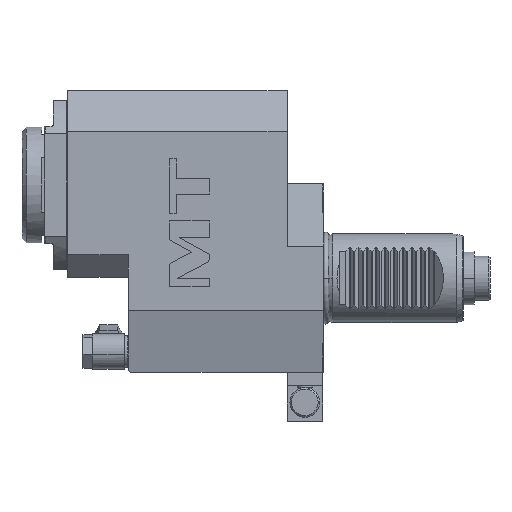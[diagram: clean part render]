
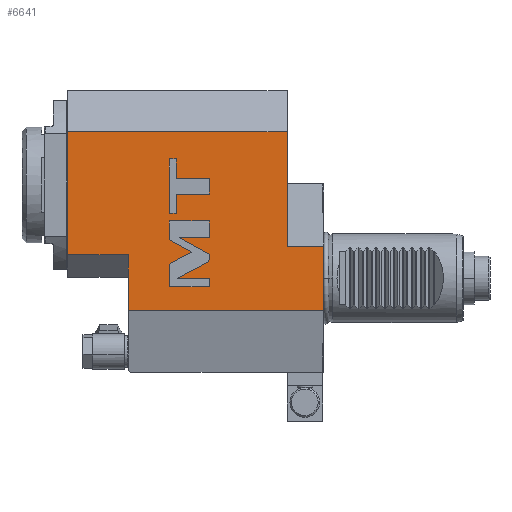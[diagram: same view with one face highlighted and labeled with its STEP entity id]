
A CAD part, front view. The second image highlights one B-rep face of the part: STEP entity #6641.
In plain terms, the highlighted planar face has unit normal (0, -1, 0).
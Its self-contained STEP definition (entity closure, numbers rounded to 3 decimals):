
#5=DIRECTION('',(0.,0.,-1.));
#6=VECTOR('',#5,29.);
#7=CARTESIAN_POINT('',(0.,-38.,14.5));
#8=LINE('',#7,#6);
#75=DIRECTION('',(1.,0.,0.));
#76=VECTOR('',#75,88.);
#77=CARTESIAN_POINT('',(-88.,-38.,-14.5));
#78=LINE('',#77,#76);
#343=DIRECTION('',(-1.,0.,0.));
#344=VECTOR('',#343,99.);
#345=CARTESIAN_POINT('',(-16.5,-38.,66.));
#346=LINE('',#345,#344);
#351=DIRECTION('',(1.,0.,0.));
#352=VECTOR('',#351,27.5);
#353=CARTESIAN_POINT('',(-115.5,-38.,10.5));
#354=LINE('',#353,#352);
#355=DIRECTION('',(1.,0.,0.));
#356=VECTOR('',#355,16.5);
#357=CARTESIAN_POINT('',(-16.5,-38.,14.5));
#358=LINE('',#357,#356);
#359=CARTESIAN_POINT('',(-68.328,-38.,7.206));
#360=CARTESIAN_POINT('',(-69.051,-38.,6.832));
#361=CARTESIAN_POINT('',(-69.5,-38.,6.095));
#362=CARTESIAN_POINT('',(-69.5,-38.,5.281));
#364=DIRECTION('',(0.,0.,-1.));
#365=VECTOR('',#364,9.049);
#366=CARTESIAN_POINT('',(-69.5,-38.,5.281));
#367=LINE('',#366,#365);
#368=DIRECTION('',(1.,0.,0.));
#369=VECTOR('',#368,18.);
#370=CARTESIAN_POINT('',(-69.5,-38.,-3.768));
#371=LINE('',#370,#369);
#372=DIRECTION('',(0.,0.,1.));
#373=VECTOR('',#372,3.744);
#374=CARTESIAN_POINT('',(-51.5,-38.,-3.768));
#375=LINE('',#374,#373);
#376=DIRECTION('',(-1.,0.,0.));
#377=VECTOR('',#376,14.582);
#378=CARTESIAN_POINT('',(-51.5,-38.,-0.024));
#379=LINE('',#378,#377);
#380=DIRECTION('',(0.888,0.,0.459));
#381=VECTOR('',#380,15.097);
#382=CARTESIAN_POINT('',(-66.082,-38.,-0.024));
#383=LINE('',#382,#381);
#384=CARTESIAN_POINT('',(-52.672,-38.,6.91));
#385=CARTESIAN_POINT('',(-51.948,-38.,7.284));
#386=CARTESIAN_POINT('',(-51.5,-38.,8.023));
#387=CARTESIAN_POINT('',(-51.5,-38.,8.838));
#389=DIRECTION('',(0.,0.,1.));
#390=VECTOR('',#389,1.877);
#391=CARTESIAN_POINT('',(-51.5,-38.,8.838));
#392=LINE('',#391,#390);
#393=DIRECTION('',(-0.877,0.,0.481));
#394=VECTOR('',#393,15.618);
#395=CARTESIAN_POINT('',(-51.5,-38.,10.715));
#396=LINE('',#395,#394);
#397=DIRECTION('',(1.,0.,0.));
#398=VECTOR('',#397,13.691);
#399=CARTESIAN_POINT('',(-65.191,-38.,18.23));
#400=LINE('',#399,#398);
#401=DIRECTION('',(0.,0.,1.));
#402=VECTOR('',#401,7.574);
#403=CARTESIAN_POINT('',(-51.5,-38.,18.23));
#404=LINE('',#403,#402);
#405=DIRECTION('',(-1.,0.,0.));
#406=VECTOR('',#405,18.);
#407=CARTESIAN_POINT('',(-51.5,-38.,25.804));
#408=LINE('',#407,#406);
#409=DIRECTION('',(0.,0.,-1.));
#410=VECTOR('',#409,8.539);
#411=CARTESIAN_POINT('',(-69.5,-38.,25.804));
#412=LINE('',#411,#410);
#413=DIRECTION('',(0.877,0.,-0.481));
#414=VECTOR('',#413,11.413);
#415=CARTESIAN_POINT('',(-69.5,-38.,17.265));
#416=LINE('',#415,#414);
#417=DIRECTION('',(-0.888,0.,-0.459));
#418=VECTOR('',#417,9.943);
#419=CARTESIAN_POINT('',(-59.495,-38.,11.773));
#420=LINE('',#419,#418);
#421=DIRECTION('',(1.,0.,0.));
#422=VECTOR('',#421,14.935);
#423=CARTESIAN_POINT('',(-66.435,-38.,37.909));
#424=LINE('',#423,#422);
#425=DIRECTION('',(0.,0.,1.));
#426=VECTOR('',#425,7.131);
#427=CARTESIAN_POINT('',(-51.5,-38.,37.909));
#428=LINE('',#427,#426);
#429=DIRECTION('',(-1.,0.,0.));
#430=VECTOR('',#429,14.935);
#431=CARTESIAN_POINT('',(-51.5,-38.,45.04));
#432=LINE('',#431,#430);
#433=DIRECTION('',(0.,0.,1.));
#434=VECTOR('',#433,8.726);
#435=CARTESIAN_POINT('',(-66.435,-38.,45.04));
#436=LINE('',#435,#434);
#437=DIRECTION('',(-1.,0.,0.));
#438=VECTOR('',#437,3.065);
#439=CARTESIAN_POINT('',(-66.435,-38.,53.766));
#440=LINE('',#439,#438);
#441=DIRECTION('',(0.,0.,-1.));
#442=VECTOR('',#441,24.583);
#443=CARTESIAN_POINT('',(-69.5,-38.,53.766));
#444=LINE('',#443,#442);
#445=DIRECTION('',(1.,0.,0.));
#446=VECTOR('',#445,3.065);
#447=CARTESIAN_POINT('',(-69.5,-38.,29.183));
#448=LINE('',#447,#446);
#449=DIRECTION('',(0.,0.,1.));
#450=VECTOR('',#449,8.726);
#451=CARTESIAN_POINT('',(-66.435,-38.,29.183));
#452=LINE('',#451,#450);
#465=DIRECTION('',(0.,0.,-1.));
#466=VECTOR('',#465,25.);
#467=CARTESIAN_POINT('',(-88.,-38.,10.5));
#468=LINE('',#467,#466);
#511=DIRECTION('',(0.,0.,-1.));
#512=VECTOR('',#511,55.5);
#513=CARTESIAN_POINT('',(-115.5,-38.,66.));
#514=LINE('',#513,#512);
#2273=DIRECTION('',(0.,0.,1.));
#2274=VECTOR('',#2273,51.5);
#2275=CARTESIAN_POINT('',(-16.5,-38.,14.5));
#2276=LINE('',#2275,#2274);
#5225=CARTESIAN_POINT('',(0.,-38.,-14.5));
#5227=VERTEX_POINT('',#5225);
#5234=CARTESIAN_POINT('',(0.,-38.,14.5));
#5236=VERTEX_POINT('',#5234);
#5472=CARTESIAN_POINT('',(-16.5,-38.,66.));
#5474=VERTEX_POINT('',#5472);
#5479=CARTESIAN_POINT('',(-16.5,-38.,14.5));
#5480=VERTEX_POINT('',#5479);
#5495=CARTESIAN_POINT('',(-115.5,-38.,66.));
#5496=VERTEX_POINT('',#5495);
#5503=CARTESIAN_POINT('',(-115.5,-38.,10.5));
#5504=VERTEX_POINT('',#5503);
#5505=CARTESIAN_POINT('',(-88.,-38.,10.5));
#5506=VERTEX_POINT('',#5505);
#5515=CARTESIAN_POINT('',(-88.,-38.,-14.5));
#5516=VERTEX_POINT('',#5515);
#6176=CARTESIAN_POINT('',(-68.328,-38.,7.206));
#6177=VERTEX_POINT('',#6176);
#6178=CARTESIAN_POINT('',(-69.5,-38.,5.281));
#6179=VERTEX_POINT('',#6178);
#6180=CARTESIAN_POINT('',(-69.5,-38.,-3.768));
#6181=VERTEX_POINT('',#6180);
#6182=CARTESIAN_POINT('',(-51.5,-38.,-3.768));
#6183=VERTEX_POINT('',#6182);
#6184=CARTESIAN_POINT('',(-51.5,-38.,-0.024));
#6185=VERTEX_POINT('',#6184);
#6186=CARTESIAN_POINT('',(-66.082,-38.,-0.024));
#6187=VERTEX_POINT('',#6186);
#6188=CARTESIAN_POINT('',(-52.672,-38.,6.91));
#6189=VERTEX_POINT('',#6188);
#6190=CARTESIAN_POINT('',(-51.5,-38.,8.838));
#6191=VERTEX_POINT('',#6190);
#6192=CARTESIAN_POINT('',(-51.5,-38.,10.715));
#6193=VERTEX_POINT('',#6192);
#6194=CARTESIAN_POINT('',(-65.191,-38.,18.23));
#6195=VERTEX_POINT('',#6194);
#6196=CARTESIAN_POINT('',(-51.5,-38.,18.23));
#6197=VERTEX_POINT('',#6196);
#6198=CARTESIAN_POINT('',(-51.5,-38.,25.804));
#6199=VERTEX_POINT('',#6198);
#6200=CARTESIAN_POINT('',(-69.5,-38.,25.804));
#6201=VERTEX_POINT('',#6200);
#6202=CARTESIAN_POINT('',(-69.5,-38.,17.265));
#6203=VERTEX_POINT('',#6202);
#6204=CARTESIAN_POINT('',(-59.495,-38.,11.773));
#6205=VERTEX_POINT('',#6204);
#6206=CARTESIAN_POINT('',(-66.435,-38.,37.909));
#6207=VERTEX_POINT('',#6206);
#6208=CARTESIAN_POINT('',(-51.5,-38.,37.909));
#6209=VERTEX_POINT('',#6208);
#6210=CARTESIAN_POINT('',(-51.5,-38.,45.04));
#6211=VERTEX_POINT('',#6210);
#6212=CARTESIAN_POINT('',(-66.435,-38.,45.04));
#6213=VERTEX_POINT('',#6212);
#6214=CARTESIAN_POINT('',(-66.435,-38.,53.766));
#6215=VERTEX_POINT('',#6214);
#6216=CARTESIAN_POINT('',(-69.5,-38.,53.766));
#6217=VERTEX_POINT('',#6216);
#6218=CARTESIAN_POINT('',(-69.5,-38.,29.183));
#6219=VERTEX_POINT('',#6218);
#6220=CARTESIAN_POINT('',(-66.435,-38.,29.183));
#6221=VERTEX_POINT('',#6220);
#6571=CARTESIAN_POINT('',(-20.5,-38.,42.5));
#6572=DIRECTION('',(0.,-1.,0.));
#6573=DIRECTION('',(0.,0.,-1.));
#6574=AXIS2_PLACEMENT_3D('',#6571,#6572,#6573);
#6575=PLANE('',#6574);
#6576=ORIENTED_EDGE('',*,*,#6283,.F.);
#6578=ORIENTED_EDGE('',*,*,#6577,.F.);
#6580=ORIENTED_EDGE('',*,*,#6579,.F.);
#6582=ORIENTED_EDGE('',*,*,#6581,.F.);
#6583=ORIENTED_EDGE('',*,*,#6561,.F.);
#6585=ORIENTED_EDGE('',*,*,#6584,.F.);
#6587=ORIENTED_EDGE('',*,*,#6586,.T.);
#6588=ORIENTED_EDGE('',*,*,#6229,.T.);
#6589=EDGE_LOOP('',(#6576,#6578,#6580,#6582,#6583,#6585,#6587,#6588));
#6590=FACE_OUTER_BOUND('',#6589,.F.);
#6592=ORIENTED_EDGE('',*,*,#6591,.T.);
#6594=ORIENTED_EDGE('',*,*,#6593,.T.);
#6596=ORIENTED_EDGE('',*,*,#6595,.T.);
#6598=ORIENTED_EDGE('',*,*,#6597,.T.);
#6600=ORIENTED_EDGE('',*,*,#6599,.T.);
#6602=ORIENTED_EDGE('',*,*,#6601,.T.);
#6604=ORIENTED_EDGE('',*,*,#6603,.T.);
#6606=ORIENTED_EDGE('',*,*,#6605,.T.);
#6608=ORIENTED_EDGE('',*,*,#6607,.T.);
#6610=ORIENTED_EDGE('',*,*,#6609,.T.);
#6612=ORIENTED_EDGE('',*,*,#6611,.T.);
#6614=ORIENTED_EDGE('',*,*,#6613,.T.);
#6616=ORIENTED_EDGE('',*,*,#6615,.T.);
#6618=ORIENTED_EDGE('',*,*,#6617,.T.);
#6620=ORIENTED_EDGE('',*,*,#6619,.T.);
#6621=EDGE_LOOP('',(#6592,#6594,#6596,#6598,#6600,#6602,#6604,#6606,#6608,#6610,
#6612,#6614,#6616,#6618,#6620));
#6622=FACE_BOUND('',#6621,.F.);
#6624=ORIENTED_EDGE('',*,*,#6623,.T.);
#6626=ORIENTED_EDGE('',*,*,#6625,.T.);
#6628=ORIENTED_EDGE('',*,*,#6627,.T.);
#6630=ORIENTED_EDGE('',*,*,#6629,.T.);
#6632=ORIENTED_EDGE('',*,*,#6631,.T.);
#6634=ORIENTED_EDGE('',*,*,#6633,.T.);
#6636=ORIENTED_EDGE('',*,*,#6635,.T.);
#6638=ORIENTED_EDGE('',*,*,#6637,.T.);
#6639=EDGE_LOOP('',(#6624,#6626,#6628,#6630,#6632,#6634,#6636,#6638));
#6640=FACE_BOUND('',#6639,.F.);
#6641=ADVANCED_FACE('',(#6590,#6622,#6640),#6575,.T.);
#363=B_SPLINE_CURVE_WITH_KNOTS('',3,(#359,#360,#361,#362),.UNSPECIFIED.,.F.,.F.,
(4,4),(0.,1.),.UNSPECIFIED.);
#388=B_SPLINE_CURVE_WITH_KNOTS('',3,(#384,#385,#386,#387),.UNSPECIFIED.,.F.,.F.,
(4,4),(0.,1.),.UNSPECIFIED.);
#6229=EDGE_CURVE('',#5236,#5227,#8,.T.);
#6283=EDGE_CURVE('',#5516,#5227,#78,.T.);
#6561=EDGE_CURVE('',#5474,#5496,#346,.T.);
#6577=EDGE_CURVE('',#5506,#5516,#468,.T.);
#6579=EDGE_CURVE('',#5504,#5506,#354,.T.);
#6581=EDGE_CURVE('',#5496,#5504,#514,.T.);
#6584=EDGE_CURVE('',#5480,#5474,#2276,.T.);
#6586=EDGE_CURVE('',#5480,#5236,#358,.T.);
#6591=EDGE_CURVE('',#6177,#6179,#363,.T.);
#6593=EDGE_CURVE('',#6179,#6181,#367,.T.);
#6595=EDGE_CURVE('',#6181,#6183,#371,.T.);
#6597=EDGE_CURVE('',#6183,#6185,#375,.T.);
#6599=EDGE_CURVE('',#6185,#6187,#379,.T.);
#6601=EDGE_CURVE('',#6187,#6189,#383,.T.);
#6603=EDGE_CURVE('',#6189,#6191,#388,.T.);
#6605=EDGE_CURVE('',#6191,#6193,#392,.T.);
#6607=EDGE_CURVE('',#6193,#6195,#396,.T.);
#6609=EDGE_CURVE('',#6195,#6197,#400,.T.);
#6611=EDGE_CURVE('',#6197,#6199,#404,.T.);
#6613=EDGE_CURVE('',#6199,#6201,#408,.T.);
#6615=EDGE_CURVE('',#6201,#6203,#412,.T.);
#6617=EDGE_CURVE('',#6203,#6205,#416,.T.);
#6619=EDGE_CURVE('',#6205,#6177,#420,.T.);
#6623=EDGE_CURVE('',#6207,#6209,#424,.T.);
#6625=EDGE_CURVE('',#6209,#6211,#428,.T.);
#6627=EDGE_CURVE('',#6211,#6213,#432,.T.);
#6629=EDGE_CURVE('',#6213,#6215,#436,.T.);
#6631=EDGE_CURVE('',#6215,#6217,#440,.T.);
#6633=EDGE_CURVE('',#6217,#6219,#444,.T.);
#6635=EDGE_CURVE('',#6219,#6221,#448,.T.);
#6637=EDGE_CURVE('',#6221,#6207,#452,.T.);
